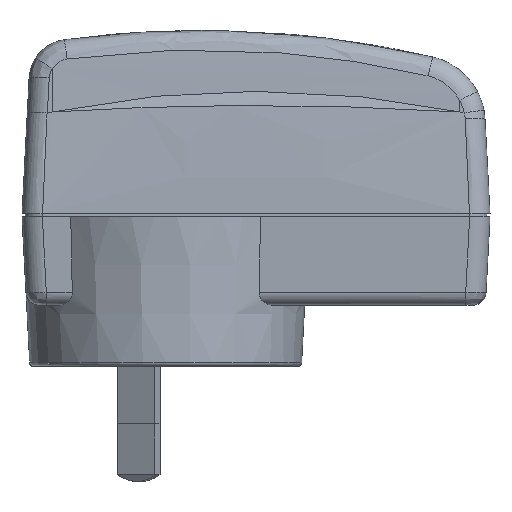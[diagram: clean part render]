
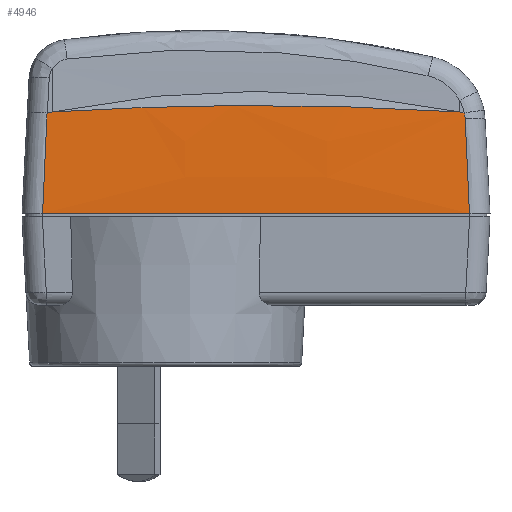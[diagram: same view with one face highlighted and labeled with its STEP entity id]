
A CAD part, top view. The second image highlights one B-rep face of the part: STEP entity #4946.
In plain terms, the highlighted free-form (B-spline) face has degree [3, 3] with [4, 4] control points.
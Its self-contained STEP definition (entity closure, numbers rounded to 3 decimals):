
#14=CARTESIAN_POINT('',(-31.47,0.,15.9));
#229=CARTESIAN_POINT('',(31.47,0.,15.9));
#230=CARTESIAN_POINT('',(31.4,1.561,15.856));
#231=CARTESIAN_POINT('',(31.26,4.682,15.728));
#232=CARTESIAN_POINT('',(31.049,9.359,15.419));
#233=CARTESIAN_POINT('',(30.908,12.472,15.134));
#234=CARTESIAN_POINT('',(30.838,14.026,14.972));
#241=CARTESIAN_POINT('',(30.691,14.829,14.89));
#242=CARTESIAN_POINT('',(30.699,14.827,14.89));
#243=CARTESIAN_POINT('',(30.714,14.825,14.89));
#244=CARTESIAN_POINT('',(30.735,14.825,14.889));
#245=CARTESIAN_POINT('',(30.749,14.826,14.889));
#246=CARTESIAN_POINT('',(30.756,14.828,14.889));
#248=CARTESIAN_POINT('',(30.756,14.828,14.889));
#249=CARTESIAN_POINT('',(30.798,14.562,14.916));
#250=CARTESIAN_POINT('',(30.826,14.294,14.944));
#251=CARTESIAN_POINT('',(30.838,14.026,14.972));
#253=DIRECTION('',(-1.,0.,0.));
#254=VECTOR('',#253,62.94);
#255=CARTESIAN_POINT('',(31.47,0.,15.9));
#256=LINE('',#255,#254);
#257=CARTESIAN_POINT('',(-31.47,0.,15.9));
#258=CARTESIAN_POINT('',(-31.396,1.649,15.853));
#259=CARTESIAN_POINT('',(-31.248,4.946,15.716));
#260=CARTESIAN_POINT('',(-31.025,9.885,15.379));
#261=CARTESIAN_POINT('',(-30.876,13.171,15.067));
#262=CARTESIAN_POINT('',(-30.802,14.812,14.889));
#264=CARTESIAN_POINT('',(-29.997,14.967,14.897));
#265=CARTESIAN_POINT('',(-24.994,15.281,15.019));
#266=CARTESIAN_POINT('',(-14.99,15.756,15.218));
#267=CARTESIAN_POINT('',(0.001,15.991,15.325));
#268=CARTESIAN_POINT('',(14.991,15.756,15.218));
#269=CARTESIAN_POINT('',(24.995,15.28,15.019));
#270=CARTESIAN_POINT('',(29.998,14.967,14.897));
#277=CARTESIAN_POINT('',(30.691,14.829,14.89));
#278=CARTESIAN_POINT('',(30.613,14.844,14.891));
#279=CARTESIAN_POINT('',(30.457,14.874,14.893));
#280=CARTESIAN_POINT('',(30.224,14.921,14.895));
#281=CARTESIAN_POINT('',(30.074,14.952,14.896));
#282=CARTESIAN_POINT('',(29.998,14.967,14.897));
#377=CARTESIAN_POINT('',(-29.997,14.967,14.897));
#378=CARTESIAN_POINT('',(-30.08,14.951,14.896));
#379=CARTESIAN_POINT('',(-30.247,14.916,14.895));
#380=CARTESIAN_POINT('',(-30.502,14.865,14.892));
#381=CARTESIAN_POINT('',(-30.673,14.832,14.891));
#382=CARTESIAN_POINT('',(-30.759,14.815,14.89));
#393=CARTESIAN_POINT('',(-30.759,14.815,14.89));
#394=CARTESIAN_POINT('',(-30.764,14.814,14.89));
#395=CARTESIAN_POINT('',(-30.774,14.813,14.89));
#396=CARTESIAN_POINT('',(-30.788,14.812,14.889));
#397=CARTESIAN_POINT('',(-30.798,14.812,14.889));
#398=CARTESIAN_POINT('',(-30.802,14.812,14.889));
#3915=VERTEX_POINT('',#14);
#3916=CARTESIAN_POINT('',(31.47,0.,
15.9));
#3917=VERTEX_POINT('',#3916);
#4016=VERTEX_POINT('',#234);
#4017=VERTEX_POINT('',#277);
#4018=VERTEX_POINT('',#282);
#4019=VERTEX_POINT('',#246);
#4020=VERTEX_POINT('',#262);
#4021=VERTEX_POINT('',#393);
#4022=VERTEX_POINT('',#377);
#4911=CARTESIAN_POINT('',(-32.099,16.246,14.679));
#4912=CARTESIAN_POINT('',(-10.7,16.225,15.457));
#4913=CARTESIAN_POINT('',(10.7,16.225,15.457));
#4914=CARTESIAN_POINT('',(32.099,16.246,14.679));
#4915=CARTESIAN_POINT('',(-32.099,10.747,15.344));
#4916=CARTESIAN_POINT('',(-10.7,10.721,15.856));
#4917=CARTESIAN_POINT('',(10.7,10.721,15.856));
#4918=CARTESIAN_POINT('',(32.099,10.747,15.344));
#4919=CARTESIAN_POINT('',(-32.099,5.217,15.755));
#4920=CARTESIAN_POINT('',(-10.7,5.199,16.002));
#4921=CARTESIAN_POINT('',(10.7,5.199,16.002));
#4922=CARTESIAN_POINT('',(32.099,5.217,15.755));
#4923=CARTESIAN_POINT('',(-32.099,-0.319,
15.909));
#4924=CARTESIAN_POINT('',(-10.7,-0.318,
15.894));
#4925=CARTESIAN_POINT('',(10.7,-0.318,
15.894));
#4926=CARTESIAN_POINT('',(32.099,-0.319,
15.909));
#4927=B_SPLINE_SURFACE_WITH_KNOTS('',3,3,((#4911,#4912,#4913,#4914),(#4915,
#4916,#4917,#4918),(#4919,#4920,#4921,#4922),(#4923,#4924,#4925,#4926)),
.UNSPECIFIED.,.F.,.F.,.F.,(4,4),(4,4),(0.377,1.012),(
0.035,0.965),.UNSPECIFIED.);
#4929=ORIENTED_EDGE('',*,*,#4928,.F.);
#4931=ORIENTED_EDGE('',*,*,#4930,.T.);
#4933=ORIENTED_EDGE('',*,*,#4932,.T.);
#4934=ORIENTED_EDGE('',*,*,#4902,.F.);
#4935=ORIENTED_EDGE('',*,*,#4720,.T.);
#4937=ORIENTED_EDGE('',*,*,#4936,.T.);
#4939=ORIENTED_EDGE('',*,*,#4938,.F.);
#4941=ORIENTED_EDGE('',*,*,#4940,.F.);
#4943=ORIENTED_EDGE('',*,*,#4942,.T.);
#4944=EDGE_LOOP('',(#4929,#4931,#4933,#4934,#4935,#4937,#4939,#4941,#4943));
#4945=FACE_OUTER_BOUND('',#4944,.F.);
#4946=ADVANCED_FACE('',(#4945),#4927,.T.);
#235=B_SPLINE_CURVE_WITH_KNOTS('',3,(#229,#230,#231,#232,#233,#234),
.UNSPECIFIED.,.F.,.F.,(4,1,1,4),(0.,0.333,0.667,1.),
.UNSPECIFIED.);
#247=B_SPLINE_CURVE_WITH_KNOTS('',3,(#241,#242,#243,#244,#245,#246),
.UNSPECIFIED.,.F.,.F.,(4,1,1,4),(0.,0.333,0.667,1.),
.UNSPECIFIED.);
#252=B_SPLINE_CURVE_WITH_KNOTS('',3,(#248,#249,#250,#251),.UNSPECIFIED.,.F.,.F.,
(4,4),(0.,1.),.UNSPECIFIED.);
#263=B_SPLINE_CURVE_WITH_KNOTS('',3,(#257,#258,#259,#260,#261,#262),
.UNSPECIFIED.,.F.,.F.,(4,1,1,4),(0.,0.333,0.667,1.),
.UNSPECIFIED.);
#271=B_SPLINE_CURVE_WITH_KNOTS('',3,(#264,#265,#266,#267,#268,#269,#270),
.UNSPECIFIED.,.F.,.F.,(4,1,1,1,4),(0.,0.25,0.5,0.75,1.),
.UNSPECIFIED.);
#283=B_SPLINE_CURVE_WITH_KNOTS('',3,(#277,#278,#279,#280,#281,#282),
.UNSPECIFIED.,.F.,.F.,(4,1,1,4),(0.,0.333,0.667,1.),
.UNSPECIFIED.);
#383=B_SPLINE_CURVE_WITH_KNOTS('',3,(#377,#378,#379,#380,#381,#382),
.UNSPECIFIED.,.F.,.F.,(4,1,1,4),(0.,0.333,0.667,1.),
.UNSPECIFIED.);
#399=B_SPLINE_CURVE_WITH_KNOTS('',3,(#393,#394,#395,#396,#397,#398),
.UNSPECIFIED.,.F.,.F.,(4,1,1,4),(0.,0.333,0.667,1.),
.UNSPECIFIED.);
#4720=EDGE_CURVE('',#3917,#3915,#256,.T.);
#4902=EDGE_CURVE('',#3917,#4016,#235,.T.);
#4928=EDGE_CURVE('',#4017,#4018,#283,.T.);
#4930=EDGE_CURVE('',#4017,#4019,#247,.T.);
#4932=EDGE_CURVE('',#4019,#4016,#252,.T.);
#4936=EDGE_CURVE('',#3915,#4020,#263,.T.);
#4938=EDGE_CURVE('',#4021,#4020,#399,.T.);
#4940=EDGE_CURVE('',#4022,#4021,#383,.T.);
#4942=EDGE_CURVE('',#4022,#4018,#271,.T.);
